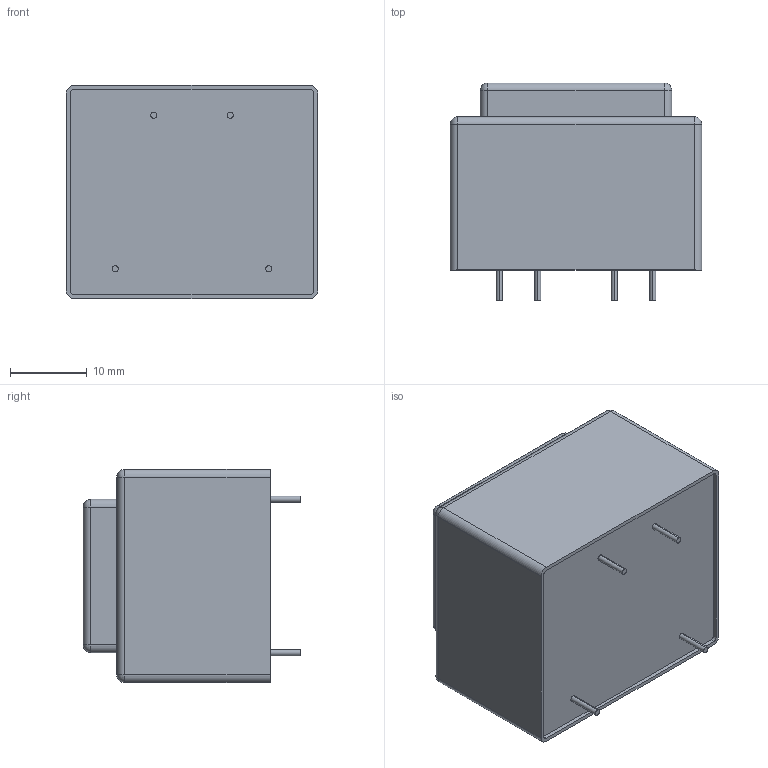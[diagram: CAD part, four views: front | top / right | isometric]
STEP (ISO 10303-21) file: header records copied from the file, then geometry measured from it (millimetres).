
FILE_DESCRIPTION (( 'STEP AP214' ), '1' );
FILE_NAME ('BV302S12018.STEP', '2024-07-16T17:01:02', ( '' ), ( '' ), 'SwSTEP 2.0', 'SolidWorks 2023', '' );
FILE_SCHEMA (( 'AUTOMOTIVE_DESIGN' ));
Length unit declared in the file: millimetre
Products named in the file (1): BV302S12018
Bounding box: 32.8 x 28.4 x 27.8 mm (x, y, z)
Volume: 19954.9 mm3; surface area: 4613.4 mm2
Topology: 1 solids, 1 shells, 56 faces, 128 edges, 72 vertices
Faces by surface type: cylinder 28, plane 20, sphere 8
Entity records: 2015 total; most frequent: DIRECTION 290, CARTESIAN_POINT 249, ORIENTED_EDGE 240, EDGE_CURVE 120, AXIS2_PLACEMENT_3D 113, VERTEX_POINT 72, VECTOR 64, LINE 64
